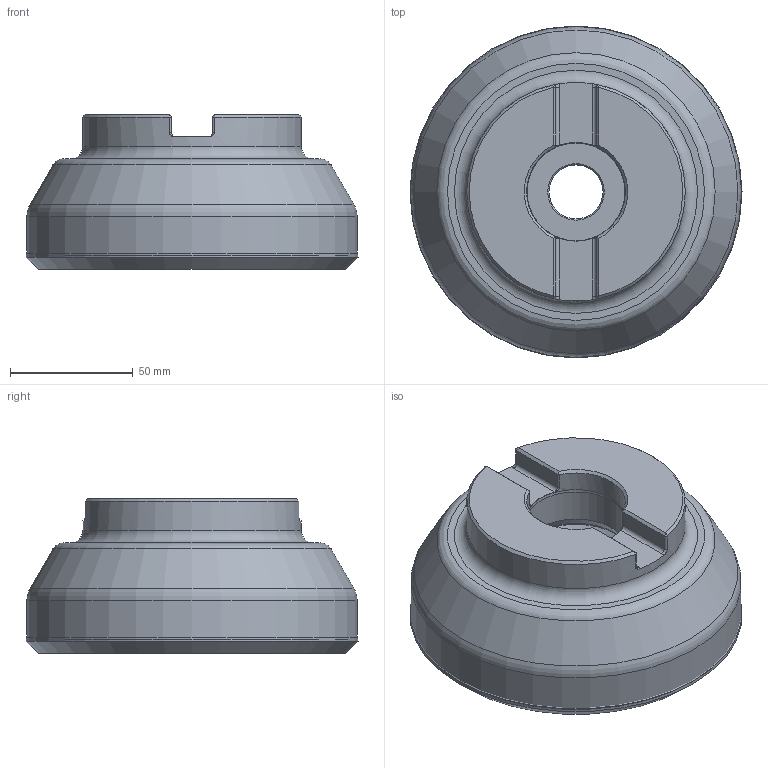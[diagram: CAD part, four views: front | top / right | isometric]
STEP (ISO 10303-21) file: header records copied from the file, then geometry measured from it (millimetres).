
FILE_DESCRIPTION(/* description */ (''),/* implementation_level */ '2;1');
FILE_NAME(/* name */ '125A12R_S45SE09F_C_115008997ndi000_00_SIM.stp',/* time_stamp */ '2020-01-06T10:26:47+01:00',/* author */ (''),/* organization */ (''),/* preprocessor_version */ 'ST-DEVELOPER v16.7',/* originating_system */ 'SIEMENS PLM Software NX 12.0',/* authorisation */ '');
FILE_SCHEMA (('AUTOMOTIVE_DESIGN { 1 0 10303 214 3 1 1 1 }'));
Length unit declared in the file: millimetre
Products named in the file (1): wq70413C1ECEoh8n
Bounding box: 135.19 x 135.19 x 63 mm (x, y, z)
Volume: 556476.7 mm3; surface area: 66859.7 mm2
Topology: 2 solids, 2 shells, 77 faces, 183 edges, 109 vertices
Faces by surface type: cylinder 20, plane 19, cone 16, torus 16, revolution 6
Full cylindrical faces by diameter (mm): 22 x1, 40.008 x1, 40.2 x1, 56.1 x1, 89 x1, 134.5 x1
Entity records: 2249 total; most frequent: CARTESIAN_POINT 600, DIRECTION 346, ORIENTED_EDGE 288, AXIS2_PLACEMENT_3D 152, EDGE_CURVE 144, EDGE_LOOP 112, VERTEX_POINT 102, ADVANCED_FACE 77
